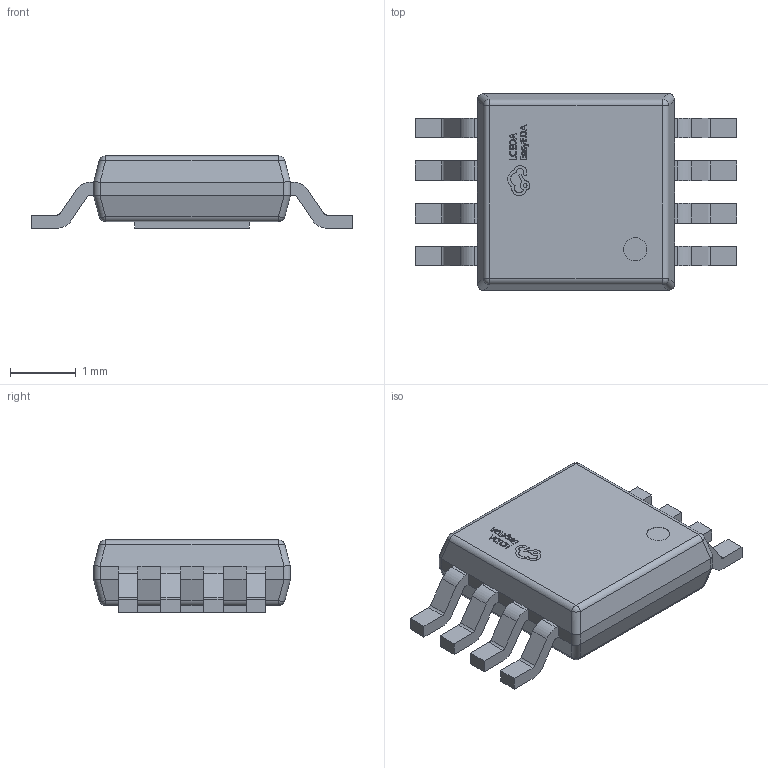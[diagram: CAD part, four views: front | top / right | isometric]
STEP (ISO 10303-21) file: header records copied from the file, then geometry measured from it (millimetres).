
FILE_DESCRIPTION (( 'STEP AP214' ), '1' );
FILE_NAME ('MSOP-8_L3.0-W3.0-P0.65-LS5.0-BR-EP.STEP', '2024-09-26T02:22:24', ( '' ), ( '' ), 'SwSTEP 2.0', 'SolidWorks 2021', '' );
FILE_SCHEMA (( 'AUTOMOTIVE_DESIGN' ));
Length unit declared in the file: millimetre
Products named in the file (1): MSOP-8_L3.0-W3.0-P0.65-LS5.0-BR-EP
Bounding box: 4.9 x 3 x 1.1 mm (x, y, z)
Volume: 9.4 mm3; surface area: 37.1 mm2
Topology: 1 solids, 1 shells, 386 faces, 1033 edges, 670 vertices
Faces by surface type: plane 226, bspline 98, cylinder 54, sphere 8
Entity records: 16693 total; most frequent: CARTESIAN_POINT 3468, ORIENTED_EDGE 2066, DIRECTION 1479, EDGE_CURVE 1033, VECTOR 717, LINE 717, VERTEX_POINT 670, EDGE_LOOP 407
